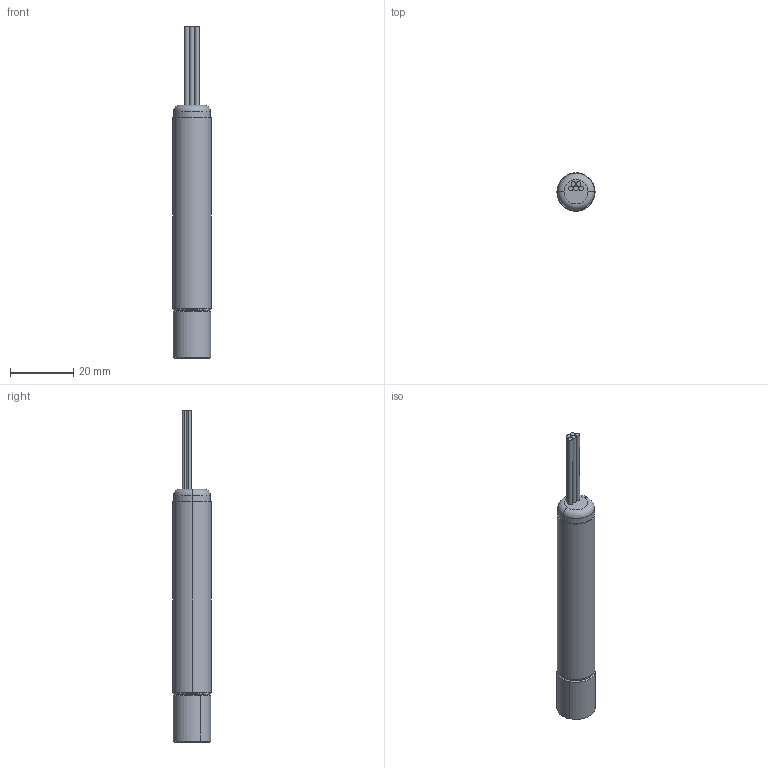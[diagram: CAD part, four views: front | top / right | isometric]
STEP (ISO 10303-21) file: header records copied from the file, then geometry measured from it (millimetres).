
FILE_DESCRIPTION (( 'STEP AP203' ), '1' );
FILE_NAME ('O2S-FR-T2-XXX.STEP', '2019-02-11T08:54:42', ( '' ), ( '' ), 'SwSTEP 2.0', 'SolidWorks 2018', '' );
FILE_SCHEMA (( 'CONFIG_CONTROL_DESIGN' ));
Length unit declared in the file: millimetre
Products named in the file (1): O2S-FR-T2-XXX
Bounding box: 12 x 12 x 104.75 mm (x, y, z)
Volume: 9169.7 mm3; surface area: 3790.8 mm2
Topology: 1 solids, 1 shells, 36 faces, 70 edges, 44 vertices
Faces by surface type: cylinder 18, plane 10, cone 6, torus 2
Entity records: 1013 total; most frequent: DIRECTION 190, CARTESIAN_POINT 151, ORIENTED_EDGE 140, AXIS2_PLACEMENT_3D 83, EDGE_CURVE 70, CIRCLE 46, VERTEX_POINT 44, EDGE_LOOP 44
